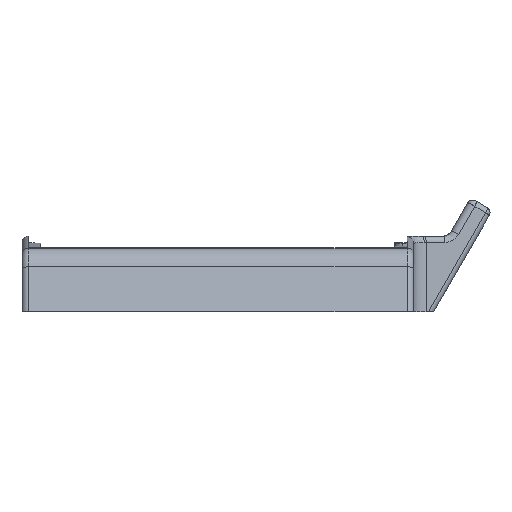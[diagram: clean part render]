
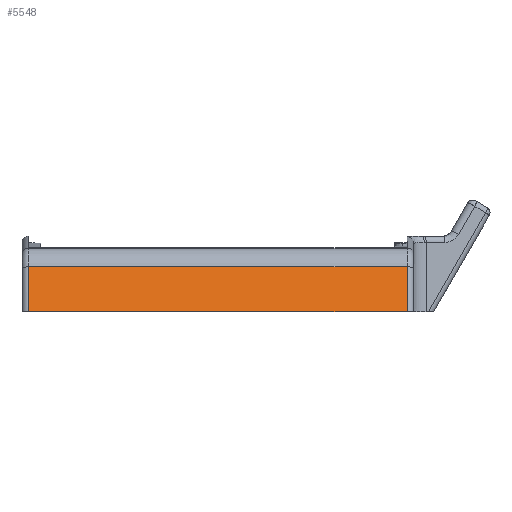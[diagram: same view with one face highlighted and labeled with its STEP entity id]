
A CAD part, left-side view. The second image highlights one B-rep face of the part: STEP entity #5548.
In plain terms, the highlighted planar face has unit normal (-0.966, 0, 0.259).
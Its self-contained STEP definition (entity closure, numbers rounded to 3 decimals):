
#143=PLANE('',#6127);
#489=FACE_OUTER_BOUND('',#834,.T.);
#834=EDGE_LOOP('',(#4784,#4785,#4786,#4787));
#1379=LINE('',#9208,#1903);
#1396=LINE('',#9268,#1920);
#1414=LINE('',#9330,#1938);
#1415=LINE('',#9421,#1939);
#1903=VECTOR('',#7488,10.);
#1920=VECTOR('',#7545,10.);
#1938=VECTOR('',#7615,10.);
#1939=VECTOR('',#7618,10.);
#2653=VERTEX_POINT('',#9205);
#2654=VERTEX_POINT('',#9207);
#2677=VERTEX_POINT('',#9266);
#2694=VERTEX_POINT('',#9323);
#3365=EDGE_CURVE('',#2653,#2654,#1379,.T.);
#3396=EDGE_CURVE('',#2677,#2653,#1396,.T.);
#3428=EDGE_CURVE('',#2694,#2677,#1414,.T.);
#3432=EDGE_CURVE('',#2694,#2654,#1415,.T.);
#4784=ORIENTED_EDGE('',*,*,#3365,.F.);
#4785=ORIENTED_EDGE('',*,*,#3396,.F.);
#4786=ORIENTED_EDGE('',*,*,#3428,.F.);
#4787=ORIENTED_EDGE('',*,*,#3432,.T.);
#5548=ADVANCED_FACE('',(#489),#143,.T.);
#6127=AXIS2_PLACEMENT_3D('',#9420,#7616,#7617);
#7488=DIRECTION('',(0.259,0.,0.966));
#7545=DIRECTION('',(0.,1.,0.));
#7615=DIRECTION('',(-0.259,0.,-0.966));
#7616=DIRECTION('center_axis',(-0.966,0.,0.259));
#7617=DIRECTION('ref_axis',(0.259,0.,0.966));
#7618=DIRECTION('',(0.,1.,0.));
#9205=CARTESIAN_POINT('',(-2.606,120.,-2.));
#9207=CARTESIAN_POINT('',(1.218,120.,12.272));
#9208=CARTESIAN_POINT('',(2.965,120.,18.793));
#9266=CARTESIAN_POINT('',(-2.606,0.,-2.));
#9268=CARTESIAN_POINT('',(-2.606,0.,-2.));
#9323=CARTESIAN_POINT('',(1.218,0.,12.272));
#9330=CARTESIAN_POINT('',(2.965,0.,18.793));
#9420=CARTESIAN_POINT('Origin',(-2.606,0.,-2.));
#9421=CARTESIAN_POINT('',(1.218,0.,12.272));
